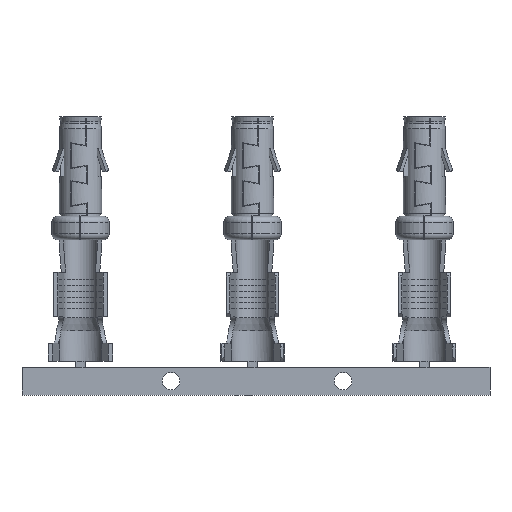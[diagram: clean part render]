
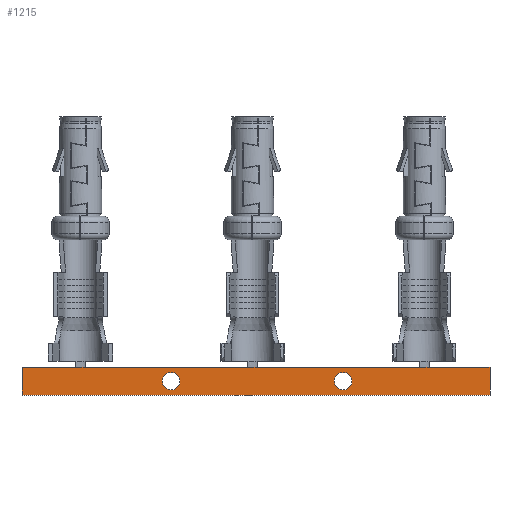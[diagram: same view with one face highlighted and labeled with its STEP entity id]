
A CAD part, top view. The second image highlights one B-rep face of the part: STEP entity #1215.
In plain terms, the highlighted planar face has unit normal (0, 0, 1).
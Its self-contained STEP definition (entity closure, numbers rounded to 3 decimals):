
#287=B_SPLINE_CURVE_WITH_KNOTS('',3,(#16017,#16018,#16019,#16020,#16021,
#16022,#16023,#16024),.UNSPECIFIED.,.F.,.F.,(4,1,1,1,1,4),(0.,0.364,
0.728,0.91,0.955,1.),.UNSPECIFIED.);
#288=B_SPLINE_CURVE_WITH_KNOTS('',3,(#16026,#16027,#16028,#16029,#16030,
#16031),.UNSPECIFIED.,.F.,.F.,(4,1,1,4),(0.,0.12,0.584,
1.),.UNSPECIFIED.);
#289=B_SPLINE_CURVE_WITH_KNOTS('',3,(#16033,#16034,#16035,#16036,#16037),
 .UNSPECIFIED.,.F.,.F.,(4,1,4),(0.,0.096,1.),.UNSPECIFIED.);
#308=B_SPLINE_CURVE_WITH_KNOTS('',3,(#16365,#16366,#16367,#16368),
 .UNSPECIFIED.,.F.,.F.,(4,4),(0.,1.),.UNSPECIFIED.);
#309=B_SPLINE_CURVE_WITH_KNOTS('',3,(#16370,#16371,#16372,#16373),
 .UNSPECIFIED.,.F.,.F.,(4,4),(0.,1.),.UNSPECIFIED.);
#352=B_SPLINE_CURVE_WITH_KNOTS('',3,(#17512,#17513,#17514,#17515),
 .UNSPECIFIED.,.F.,.F.,(4,4),(0.,1.),.UNSPECIFIED.);
#353=B_SPLINE_CURVE_WITH_KNOTS('',3,(#17517,#17518,#17519,#17520),
 .UNSPECIFIED.,.F.,.F.,(4,4),(0.,1.),.UNSPECIFIED.);
#354=B_SPLINE_CURVE_WITH_KNOTS('',3,(#17522,#17523,#17524,#17525),
 .UNSPECIFIED.,.F.,.F.,(4,4),(0.,1.),.UNSPECIFIED.);
#519=FACE_BOUND('',#2684,.T.);
#520=FACE_BOUND('',#2685,.T.);
#521=FACE_BOUND('',#2686,.T.);
#534=CIRCLE('',#10541,0.75);
#536=CIRCLE('',#10544,0.75);
#1215=ADVANCED_FACE('',(#519,#520,#521),#1652,.F.);
#1652=PLANE('',#11169);
#2684=EDGE_LOOP('',(#4958,#4959,#4960,#4961,#4962,#4963,#4964,#4965,#4966,
#4967,#4968,#4969,#4970,#4971,#4972));
#2685=EDGE_LOOP('',(#4973));
#2686=EDGE_LOOP('',(#4974));
#4958=ORIENTED_EDGE('',*,*,#8136,.T.);
#4959=ORIENTED_EDGE('',*,*,#7672,.T.);
#4960=ORIENTED_EDGE('',*,*,#7671,.T.);
#4961=ORIENTED_EDGE('',*,*,#8137,.T.);
#4962=ORIENTED_EDGE('',*,*,#8138,.T.);
#4963=ORIENTED_EDGE('',*,*,#8139,.T.);
#4964=ORIENTED_EDGE('',*,*,#8140,.T.);
#4965=ORIENTED_EDGE('',*,*,#8141,.T.);
#4966=ORIENTED_EDGE('',*,*,#7652,.F.);
#4967=ORIENTED_EDGE('',*,*,#7651,.F.);
#4968=ORIENTED_EDGE('',*,*,#7650,.F.);
#4969=ORIENTED_EDGE('',*,*,#8142,.T.);
#4970=ORIENTED_EDGE('',*,*,#8143,.F.);
#4971=ORIENTED_EDGE('',*,*,#8135,.F.);
#4972=ORIENTED_EDGE('',*,*,#8144,.T.);
#4973=ORIENTED_EDGE('',*,*,#7156,.F.);
#4974=ORIENTED_EDGE('',*,*,#7154,.F.);
#6099=VERTEX_POINT('',#14580);
#6101=VERTEX_POINT('',#14585);
#6428=VERTEX_POINT('',#15912);
#6429=VERTEX_POINT('',#16025);
#6430=VERTEX_POINT('',#16032);
#6431=VERTEX_POINT('',#16038);
#6432=VERTEX_POINT('',#16133);
#6443=VERTEX_POINT('',#16323);
#6448=VERTEX_POINT('',#16369);
#6739=VERTEX_POINT('',#17500);
#6742=VERTEX_POINT('',#17505);
#6743=VERTEX_POINT('',#17509);
#6744=VERTEX_POINT('',#17511);
#6745=VERTEX_POINT('',#17516);
#6746=VERTEX_POINT('',#17521);
#6747=VERTEX_POINT('',#17526);
#6748=VERTEX_POINT('',#17529);
#7154=EDGE_CURVE('',#6099,#6099,#534,.T.);
#7156=EDGE_CURVE('',#6101,#6101,#536,.T.);
#7650=EDGE_CURVE('',#6428,#6429,#287,.T.);
#7651=EDGE_CURVE('',#6429,#6430,#288,.T.);
#7652=EDGE_CURVE('',#6430,#6431,#289,.T.);
#7671=EDGE_CURVE('',#6448,#6432,#308,.T.);
#7672=EDGE_CURVE('',#6443,#6448,#309,.T.);
#8135=EDGE_CURVE('',#6742,#6739,#9286,.T.);
#8136=EDGE_CURVE('',#6743,#6443,#9287,.T.);
#8137=EDGE_CURVE('',#6432,#6744,#9288,.T.);
#8138=EDGE_CURVE('',#6744,#6745,#352,.T.);
#8139=EDGE_CURVE('',#6745,#6746,#353,.T.);
#8140=EDGE_CURVE('',#6746,#6747,#354,.T.);
#8141=EDGE_CURVE('',#6747,#6431,#9289,.T.);
#8142=EDGE_CURVE('',#6428,#6748,#9290,.T.);
#8143=EDGE_CURVE('',#6739,#6748,#9291,.T.);
#8144=EDGE_CURVE('',#6742,#6743,#9292,.T.);
#9286=LINE('',#17506,#10228);
#9287=LINE('',#17508,#10229);
#9288=LINE('',#17510,#10230);
#9289=LINE('',#17527,#10231);
#9290=LINE('',#17528,#10232);
#9291=LINE('',#17530,#10233);
#9292=LINE('',#17531,#10234);
#10228=VECTOR('',#13449,1.);
#10229=VECTOR('',#13452,1.);
#10230=VECTOR('',#13453,1.);
#10231=VECTOR('',#13454,1.);
#10232=VECTOR('',#13455,1.);
#10233=VECTOR('',#13456,1.);
#10234=VECTOR('',#13457,1.);
#10541=AXIS2_PLACEMENT_3D('',#14579,#11636,#11637);
#10544=AXIS2_PLACEMENT_3D('',#14584,#11642,#11643);
#11169=AXIS2_PLACEMENT_3D('',#17532,#13458,#13459);
#11636=DIRECTION('',(0.,0.,1.));
#11637=DIRECTION('',(1.,0.,0.));
#11642=DIRECTION('',(0.,0.,1.));
#11643=DIRECTION('',(1.,0.,0.));
#13449=DIRECTION('',(-1.,0.,0.));
#13452=DIRECTION('',(-1.,0.,0.));
#13453=DIRECTION('',(-1.,0.,0.));
#13454=DIRECTION('',(-1.,0.,0.));
#13455=DIRECTION('',(-1.,0.,0.));
#13456=DIRECTION('',(0.,1.,0.));
#13457=DIRECTION('',(0.,1.,0.));
#13458=DIRECTION('',(0.,0.,-1.));
#13459=DIRECTION('',(-1.,0.,0.));
#14579=CARTESIAN_POINT('',(22.449,-31.189,-1.85));
#14580=CARTESIAN_POINT('',(23.199,-31.189,-1.85));
#14584=CARTESIAN_POINT('',(7.749,-31.189,-1.85));
#14585=CARTESIAN_POINT('',(8.499,-31.189,-1.85));
#15912=CARTESIAN_POINT('',(-0.4,-30.,-1.85));
#16017=CARTESIAN_POINT('',(-0.4,-30.,-1.85));
#16018=CARTESIAN_POINT('',(-0.304,-30.,-1.85));
#16019=CARTESIAN_POINT('',(-0.112,-30.,-1.85));
#16020=CARTESIAN_POINT('',(0.128,-30.,-1.85));
#16021=CARTESIAN_POINT('',(0.284,-30.,-1.85));
#16022=CARTESIAN_POINT('',(0.356,-30.,-1.85));
#16023=CARTESIAN_POINT('',(0.38,-30.,-1.85));
#16024=CARTESIAN_POINT('',(0.392,-30.,-1.85));
#16025=CARTESIAN_POINT('',(0.392,-30.,-1.85));
#16026=CARTESIAN_POINT('',(0.392,-30.,-1.85));
#16027=CARTESIAN_POINT('',(0.392,-30.,-1.85));
#16028=CARTESIAN_POINT('',(0.393,-30.,-1.85));
#16029=CARTESIAN_POINT('',(0.395,-30.,-1.85));
#16030=CARTESIAN_POINT('',(0.396,-30.,-1.85));
#16031=CARTESIAN_POINT('',(0.397,-30.,-1.85));
#16032=CARTESIAN_POINT('',(0.397,-30.,-1.85));
#16033=CARTESIAN_POINT('',(0.397,-30.,-1.85));
#16034=CARTESIAN_POINT('',(0.397,-30.,-1.85));
#16035=CARTESIAN_POINT('',(0.398,-30.,-1.85));
#16036=CARTESIAN_POINT('',(0.399,-30.,-1.85));
#16037=CARTESIAN_POINT('',(0.399,-30.,-1.85));
#16038=CARTESIAN_POINT('',(0.399,-30.,-1.85));
#16133=CARTESIAN_POINT('',(29.,-30.,-1.85));
#16323=CARTESIAN_POINT('',(29.798,-30.,-1.85));
#16365=CARTESIAN_POINT('',(29.792,-30.,-1.85));
#16366=CARTESIAN_POINT('',(29.528,-30.,-1.85));
#16367=CARTESIAN_POINT('',(29.264,-30.,-1.85));
#16368=CARTESIAN_POINT('',(29.,-30.,-1.85));
#16369=CARTESIAN_POINT('',(29.792,-30.,-1.85));
#16370=CARTESIAN_POINT('',(29.798,-30.,-1.85));
#16371=CARTESIAN_POINT('',(29.796,-30.,-1.85));
#16372=CARTESIAN_POINT('',(29.794,-30.,-1.85));
#16373=CARTESIAN_POINT('',(29.792,-30.,-1.85));
#17500=CARTESIAN_POINT('',(-5.,-32.379,-1.85));
#17505=CARTESIAN_POINT('',(35.,-32.379,-1.85));
#17506=CARTESIAN_POINT('',(35.,-32.379,-1.85));
#17508=CARTESIAN_POINT('',(35.,-30.,-1.85));
#17509=CARTESIAN_POINT('',(35.,-30.,-1.85));
#17510=CARTESIAN_POINT('',(35.,-30.,-1.85));
#17511=CARTESIAN_POINT('',(15.099,-30.,-1.85));
#17512=CARTESIAN_POINT('',(15.099,-30.,-1.85));
#17513=CARTESIAN_POINT('',(15.098,-30.,-1.85));
#17514=CARTESIAN_POINT('',(15.098,-30.,-1.85));
#17515=CARTESIAN_POINT('',(15.097,-30.,-1.85));
#17516=CARTESIAN_POINT('',(15.097,-30.,-1.85));
#17517=CARTESIAN_POINT('',(15.097,-30.,-1.85));
#17518=CARTESIAN_POINT('',(15.095,-30.,-1.85));
#17519=CARTESIAN_POINT('',(15.094,-30.,-1.85));
#17520=CARTESIAN_POINT('',(15.092,-30.,-1.85));
#17521=CARTESIAN_POINT('',(15.092,-30.,-1.85));
#17522=CARTESIAN_POINT('',(15.092,-30.,-1.85));
#17523=CARTESIAN_POINT('',(14.828,-30.,-1.85));
#17524=CARTESIAN_POINT('',(14.564,-30.,-1.85));
#17525=CARTESIAN_POINT('',(14.3,-30.,-1.85));
#17526=CARTESIAN_POINT('',(14.3,-30.,-1.85));
#17527=CARTESIAN_POINT('',(35.,-30.,-1.85));
#17528=CARTESIAN_POINT('',(35.,-30.,-1.85));
#17529=CARTESIAN_POINT('',(-5.,-30.,-1.85));
#17530=CARTESIAN_POINT('',(-5.,-32.379,-1.85));
#17531=CARTESIAN_POINT('',(35.,-32.379,-1.85));
#17532=CARTESIAN_POINT('',(35.,-32.379,-1.85));
